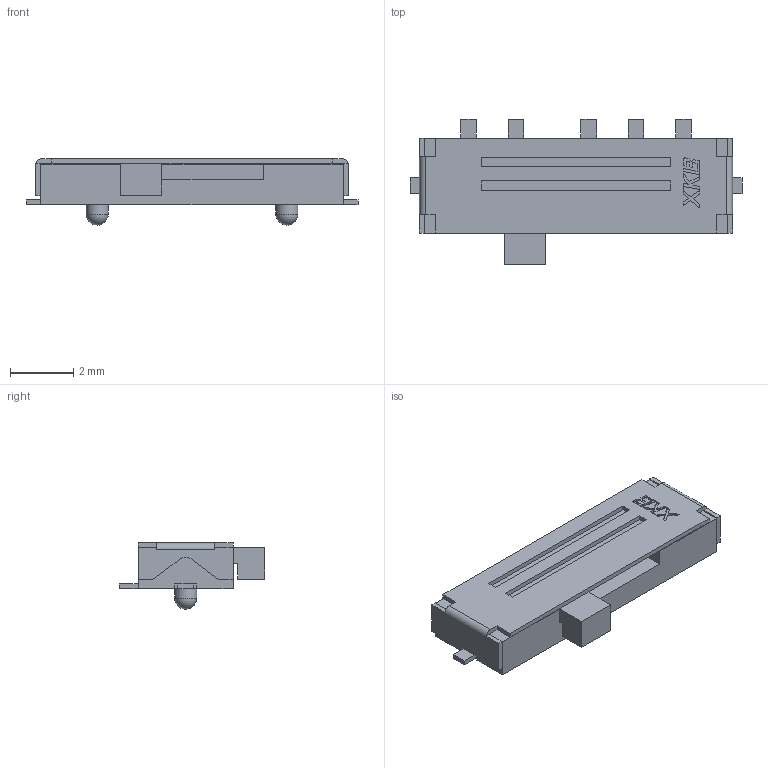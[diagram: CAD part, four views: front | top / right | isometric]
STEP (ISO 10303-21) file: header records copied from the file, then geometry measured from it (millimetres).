
FILE_DESCRIPTION(('HOOPS Exchange Step'),'2;1');
FILE_NAME('temp_export','2023-08-05T18:49:37+08:00',('nicholas'),('Shapr3D Limited'),'HOOPS Exchange 2022.2','Shapr3D','Authorized');
FILE_SCHEMA( ('AUTOMOTIVE_DESIGN { 1 0 10303 214 1 1 1 1 }') );
Length unit declared in the file: millimetre
Products named in the file (2): SK-3393M-G1.stp; root
Assembly tree (1 placements, depth 2):
  root
    SK-3393M-G1.stp
Bounding box: 10.5 x 4.6 x 2.1 mm (x, y, z)
Volume: 41.6 mm3; surface area: 175.1 mm2
Topology: 1 solids, 1 shells, 247 faces, 690 edges, 454 vertices
Faces by surface type: plane 226, cylinder 19, sphere 2
Full cylindrical faces by diameter (mm): 0.7 x2
Entity records: 7845 total; most frequent: CARTESIAN_POINT 1391, ORIENTED_EDGE 1376, DIRECTION 1238, EDGE_CURVE 688, VECTOR 636, LINE 636, VERTEX_POINT 454, AXIS2_PLACEMENT_3D 301
